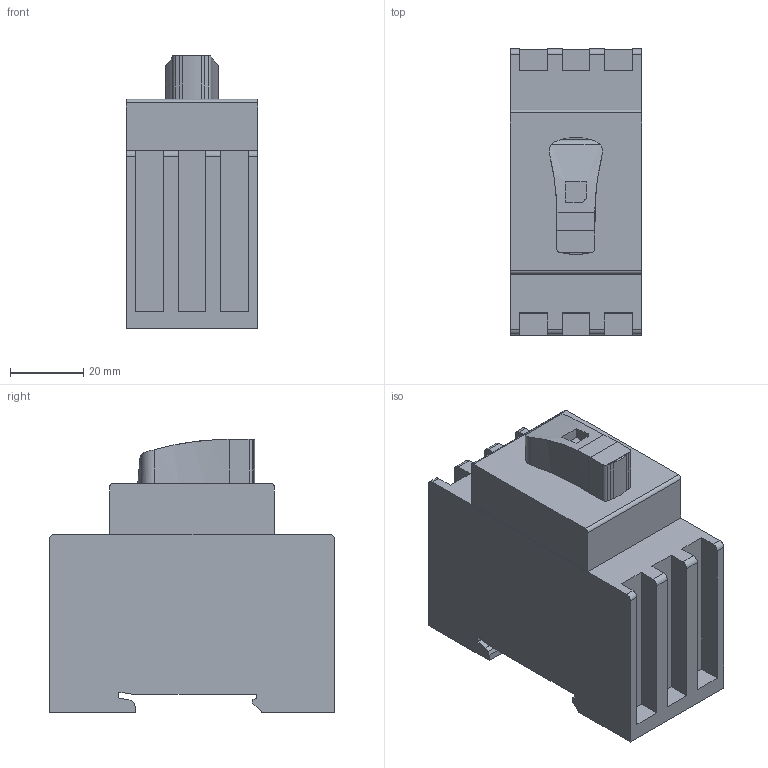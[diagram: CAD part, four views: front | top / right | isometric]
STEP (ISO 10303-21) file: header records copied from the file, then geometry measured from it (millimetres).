
FILE_DESCRIPTION((''),'2;1');
FILE_NAME('3d_GA016A.stp','2012-10-03T11:00:17',(''),(''),'Mechanical Desktop 2011','Mechanical Desktop 2011',', , ');
FILE_SCHEMA(('CONFIG_CONTROL_DESIGN'));
Length unit declared in the file: millimetre
Products named in the file (1): Product
Bounding box: 36 x 78 x 74.6 mm (x, y, z)
Volume: 144611.2 mm3; surface area: 27302.6 mm2
Topology: 3 solids, 3 shells, 96 faces, 781 edges, 1196 vertices
Faces by surface type: plane 62, cylinder 34
Entity records: 6328 total; most frequent: CARTESIAN_POINT 1688, DIRECTION 1027, VECTOR 695, LINE 695, ORIENTED_EDGE 532, TRIMMED_CURVE 504, EDGE_CURVE 266, VERTEX_POINT 177
